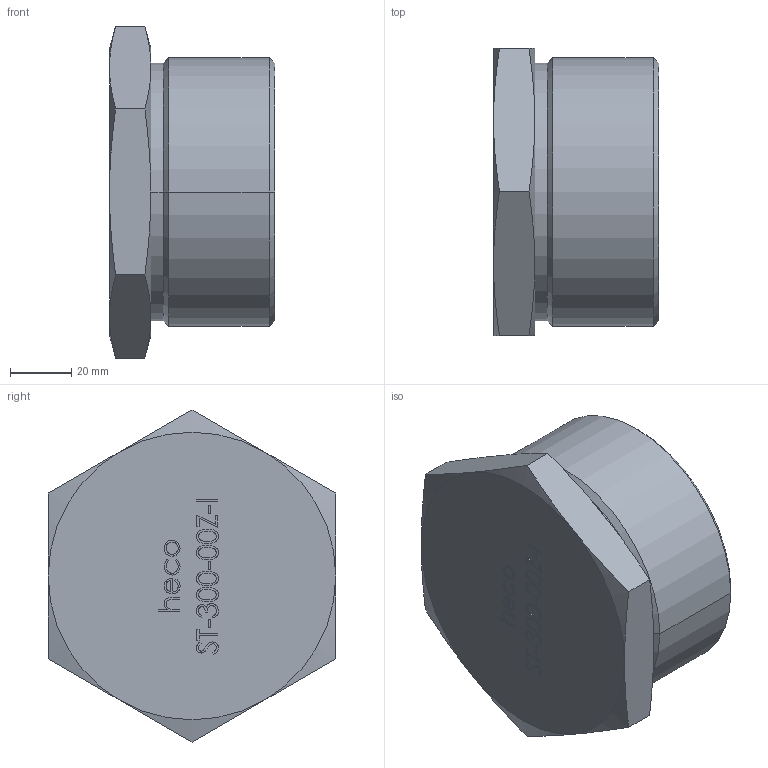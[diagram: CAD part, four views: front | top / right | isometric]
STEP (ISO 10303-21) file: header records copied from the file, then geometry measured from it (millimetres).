
FILE_DESCRIPTION (( 'STEP AP214' ), '1' );
FILE_NAME ('heco_ST-300-00Z-I.STEP', '2016-09-15T09:44:08', ( '' ), ( '' ), 'SwSTEP 2.0', 'SolidWorks 2016', '' );
FILE_SCHEMA (( 'AUTOMOTIVE_DESIGN' ));
Length unit declared in the file: millimetre
Products named in the file (1): heco_ST-300-00Z-I
Bounding box: 54.1 x 94 x 108.54 mm (x, y, z)
Volume: 155274 mm3; surface area: 41014.2 mm2
Topology: 1 solids, 1 shells, 204 faces, 516 edges, 338 vertices
Faces by surface type: bspline 100, plane 82, cone 16, cylinder 6
Entity records: 13766 total; most frequent: CARTESIAN_POINT 7735, ORIENTED_EDGE 1032, DIRECTION 528, EDGE_CURVE 516, VERTEX_POINT 338, VECTOR 266, LINE 266, EDGE_LOOP 228
